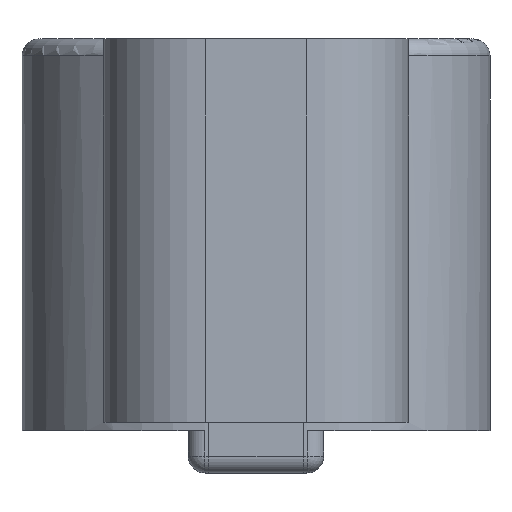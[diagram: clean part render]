
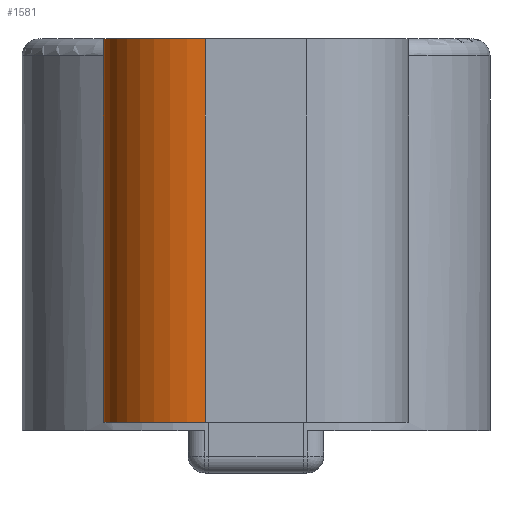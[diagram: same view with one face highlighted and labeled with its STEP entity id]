
A CAD part, left-side view. The second image highlights one B-rep face of the part: STEP entity #1581.
In plain terms, the highlighted cylindrical face has radius 6 mm (diameter 12 mm), a partial arc.
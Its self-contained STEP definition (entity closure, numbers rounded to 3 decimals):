
#43=CYLINDRICAL_SURFACE('',#1699,6.);
#80=CIRCLE('',#1690,6.);
#83=CIRCLE('',#1700,6.);
#193=FACE_OUTER_BOUND('',#289,.T.);
#289=EDGE_LOOP('',(#1099,#1100,#1101,#1102));
#388=LINE('',#2429,#518);
#419=LINE('',#2587,#549);
#518=VECTOR('',#1889,10.);
#549=VECTOR('',#1958,10.);
#648=VERTEX_POINT('',#2426);
#649=VERTEX_POINT('',#2428);
#673=VERTEX_POINT('',#2518);
#687=VERTEX_POINT('',#2586);
#797=EDGE_CURVE('',#649,#648,#388,.T.);
#824=EDGE_CURVE('',#648,#673,#80,.F.);
#843=EDGE_CURVE('',#687,#673,#419,.T.);
#844=EDGE_CURVE('',#649,#687,#83,.T.);
#1099=ORIENTED_EDGE('',*,*,#824,.T.);
#1100=ORIENTED_EDGE('',*,*,#843,.F.);
#1101=ORIENTED_EDGE('',*,*,#844,.F.);
#1102=ORIENTED_EDGE('',*,*,#797,.T.);
#1581=ADVANCED_FACE('',(#193),#43,.T.);
#1690=AXIS2_PLACEMENT_3D('',#2520,#1925,#1926);
#1699=AXIS2_PLACEMENT_3D('',#2585,#1956,#1957);
#1700=AXIS2_PLACEMENT_3D('',#2588,#1959,#1960);
#1889=DIRECTION('',(0.,0.,-1.));
#1925=DIRECTION('center_axis',(0.,0.,-1.));
#1926=DIRECTION('ref_axis',(0.,1.,0.));
#1956=DIRECTION('center_axis',(0.,0.,-1.));
#1957=DIRECTION('ref_axis',(0.,1.,0.));
#1958=DIRECTION('',(0.,0.,-1.));
#1959=DIRECTION('center_axis',(0.,0.,1.));
#1960=DIRECTION('ref_axis',(0.,1.,0.));
#2426=CARTESIAN_POINT('',(88.898,28.05,38.6));
#2428=CARTESIAN_POINT('',(88.898,28.05,61.2));
#2429=CARTESIAN_POINT('',(88.898,28.05,61.2));
#2518=CARTESIAN_POINT('',(82.898,22.05,38.6));
#2520=CARTESIAN_POINT('Origin',(88.898,22.05,38.6));
#2585=CARTESIAN_POINT('Origin',(88.898,22.05,61.2));
#2586=CARTESIAN_POINT('',(82.898,22.05,61.2));
#2587=CARTESIAN_POINT('',(82.898,22.05,61.2));
#2588=CARTESIAN_POINT('Origin',(88.898,22.05,61.2));
